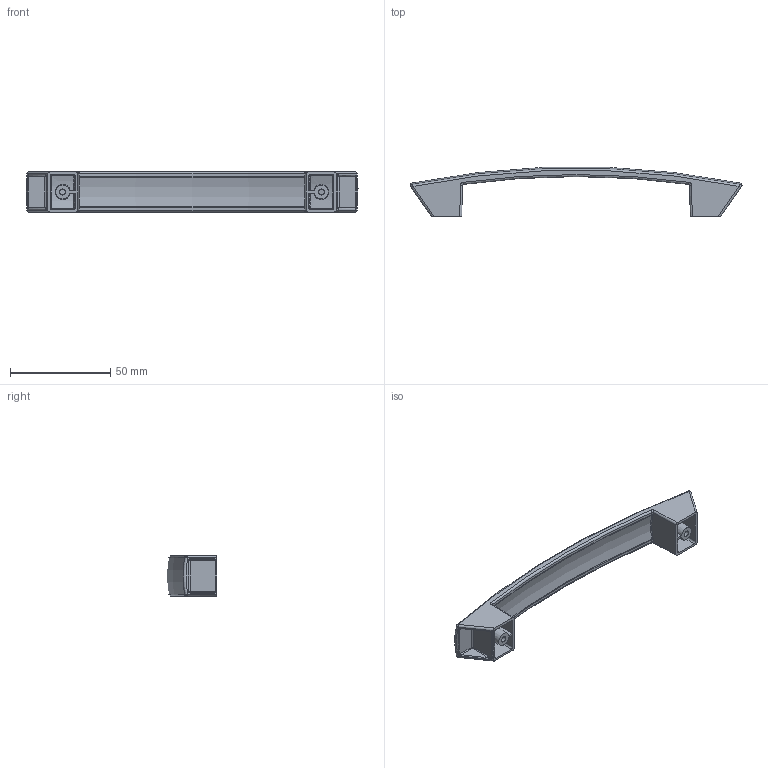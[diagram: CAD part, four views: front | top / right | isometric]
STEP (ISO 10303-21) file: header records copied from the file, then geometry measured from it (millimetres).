
FILE_DESCRIPTION (( 'STEP AP214' ), '1' );
FILE_NAME ('Duna 128mm.STEP', '2019-04-04T12:11:38', ( '' ), ( '' ), 'SwSTEP 2.0', 'SolidWorks 2018', '' );
FILE_SCHEMA (( 'AUTOMOTIVE_DESIGN' ));
Length unit declared in the file: millimetre
Products named in the file (1): Duna 128mm
Bounding box: 165.84 x 24.58 x 20 mm (x, y, z)
Volume: 18025.2 mm3; surface area: 13095.4 mm2
Topology: 1 solids, 1 shells, 139 faces, 325 edges, 194 vertices
Faces by surface type: cylinder 44, bspline 42, plane 30, torus 16, sphere 4, cone 3
Entity records: 5013 total; most frequent: CARTESIAN_POINT 2186, ORIENTED_EDGE 650, DIRECTION 509, EDGE_CURVE 325, AXIS2_PLACEMENT_3D 201, VERTEX_POINT 194, EDGE_LOOP 145, FACE_OUTER_BOUND 139
